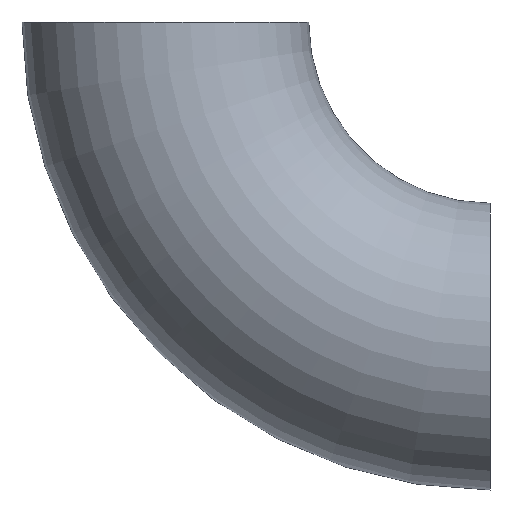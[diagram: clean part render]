
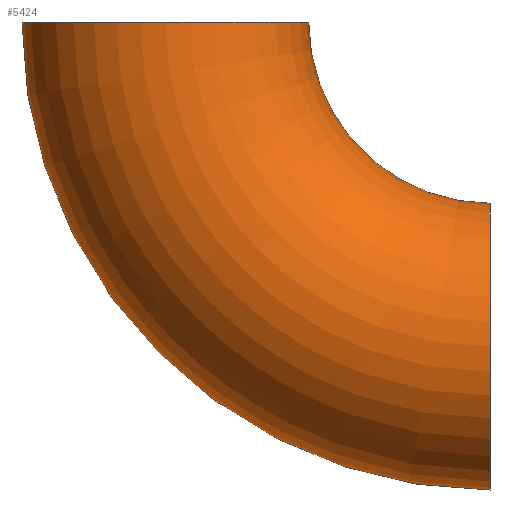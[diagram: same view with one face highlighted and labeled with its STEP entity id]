
A CAD part, left-side view. The second image highlights one B-rep face of the part: STEP entity #5424.
In plain terms, the highlighted toroidal (fillet/blend) face has major radius 48 mm and minor radius 21.2 mm.
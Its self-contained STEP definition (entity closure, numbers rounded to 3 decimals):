
#356 = CIRCLE ( 'NONE', #4687, 69.2 ) ;
#587 = CARTESIAN_POINT ( 'NONE',  ( 0., 0., 0. ) ) ;
#1143 = AXIS2_PLACEMENT_3D ( 'NONE', #3466, #9181, #8360 ) ;
#1221 = AXIS2_PLACEMENT_3D ( 'NONE', #4759, #4259, #5085 ) ;
#1279 = ORIENTED_EDGE ( 'NONE', *, *, #10441, .F. ) ;
#1678 = AXIS2_PLACEMENT_3D ( 'NONE', #4822, #4863, #4907 ) ;
#2228 = VERTEX_POINT ( 'NONE', #7295 ) ;
#2607 = EDGE_CURVE ( 'NONE', #10517, #6151, #9500, .T. ) ;
#3054 = DIRECTION ( 'NONE',  ( -1., 0., 0. ) ) ;
#3384 = ORIENTED_EDGE ( 'NONE', *, *, #2607, .T. ) ;
#3456 = FACE_OUTER_BOUND ( 'NONE', #9972, .T. ) ;
#3466 = CARTESIAN_POINT ( 'NONE',  ( 0., 0., 0. ) ) ;
#4246 = CARTESIAN_POINT ( 'NONE',  ( 0., 0., 0. ) ) ;
#4259 = DIRECTION ( 'NONE',  ( 0., 0., 1. ) ) ;
#4523 = VERTEX_POINT ( 'NONE', #8281 ) ;
#4687 = AXIS2_PLACEMENT_3D ( 'NONE', #4246, #7660, #9999 ) ;
#4759 = CARTESIAN_POINT ( 'NONE',  ( 0., 48., 0. ) ) ;
#4822 = CARTESIAN_POINT ( 'NONE',  ( 0., 0., -48. ) ) ;
#4863 = DIRECTION ( 'NONE',  ( 0., 1., 0. ) ) ;
#4907 = DIRECTION ( 'NONE',  ( 0., 0., 1. ) ) ;
#5085 = DIRECTION ( 'NONE',  ( 0., -1., 0. ) ) ;
#5402 = AXIS2_PLACEMENT_3D ( 'NONE', #587, #3054, #8785 ) ;
#5422 = ORIENTED_EDGE ( 'NONE', *, *, #8180, .T. ) ;
#5424 = ADVANCED_FACE ( 'NONE', ( #3456 ), #5904, .T. ) ;
#5904 = TOROIDAL_SURFACE ( 'NONE', #1143, 48., 21.2 ) ;
#5936 = ORIENTED_EDGE ( 'NONE', *, *, #10341, .F. ) ;
#6151 = VERTEX_POINT ( 'NONE', #8358 ) ;
#7295 = CARTESIAN_POINT ( 'NONE',  ( 0., 69.2, 0. ) ) ;
#7660 = DIRECTION ( 'NONE',  ( -1., 0., 0. ) ) ;
#8178 = CIRCLE ( 'NONE', #5402, 26.8 ) ;
#8180 = EDGE_CURVE ( 'NONE', #2228, #10517, #356, .T. ) ;
#8281 = CARTESIAN_POINT ( 'NONE',  ( 0., 26.8, 0. ) ) ;
#8358 = CARTESIAN_POINT ( 'NONE',  ( 0., 0., -26.8 ) ) ;
#8360 = DIRECTION ( 'NONE',  ( 0., 0., 1. ) ) ;
#8558 = CIRCLE ( 'NONE', #1221, 21.2 ) ;
#8785 = DIRECTION ( 'NONE',  ( 0., 0., 1. ) ) ;
#9130 = CARTESIAN_POINT ( 'NONE',  ( 0., 0., -69.2 ) ) ;
#9181 = DIRECTION ( 'NONE',  ( -1., 0., 0. ) ) ;
#9500 = CIRCLE ( 'NONE', #1678, 21.2 ) ;
#9972 = EDGE_LOOP ( 'NONE', ( #5936, #5422, #3384, #1279 ) ) ;
#9999 = DIRECTION ( 'NONE',  ( 0., 0., 1. ) ) ;
#10341 = EDGE_CURVE ( 'NONE', #2228, #4523, #8558, .T. ) ;
#10441 = EDGE_CURVE ( 'NONE', #4523, #6151, #8178, .T. ) ;
#10517 = VERTEX_POINT ( 'NONE', #9130 ) ;
